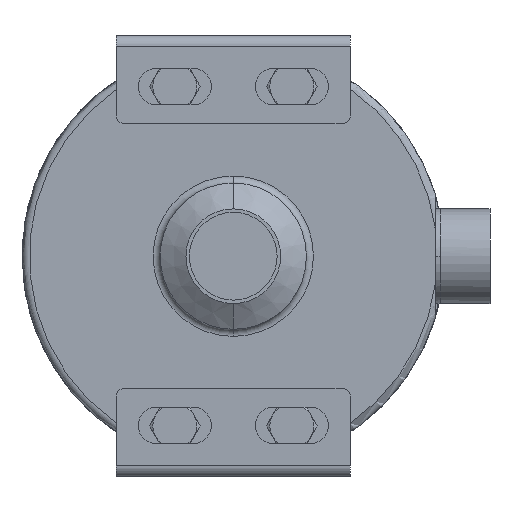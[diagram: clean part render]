
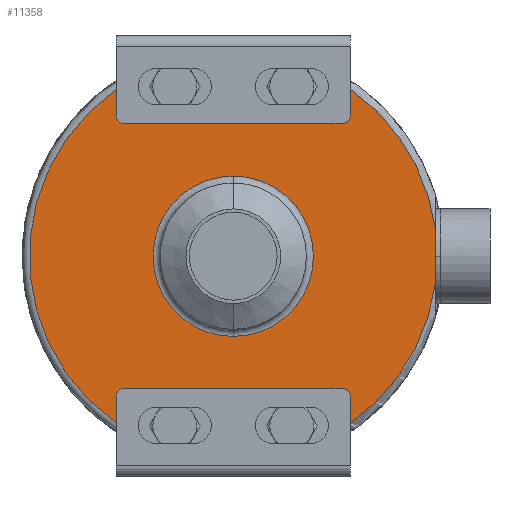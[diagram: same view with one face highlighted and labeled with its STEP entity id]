
A CAD part, front view. The second image highlights one B-rep face of the part: STEP entity #11358.
In plain terms, the highlighted planar face has unit normal (0, -1, 0).
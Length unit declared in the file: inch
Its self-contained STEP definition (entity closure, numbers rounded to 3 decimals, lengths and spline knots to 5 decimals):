
#185 = CARTESIAN_POINT ( 'NONE',  ( 3.7665, -2.22674, 0.4638 ) ) ;
#266 = VERTEX_POINT ( 'NONE', #1222 ) ;
#335 = ORIENTED_EDGE ( 'NONE', *, *, #6751, .T. ) ;
#505 = VECTOR ( 'NONE', #9117, 39.37008 ) ;
#781 = VERTEX_POINT ( 'NONE', #1249 ) ;
#821 = DIRECTION ( 'NONE',  ( 0., 0., -1. ) ) ;
#848 = DIRECTION ( 'NONE',  ( -1., 0., 0. ) ) ;
#862 = EDGE_CURVE ( 'NONE', #8658, #781, #8892, .T. ) ;
#869 = AXIS2_PLACEMENT_3D ( 'NONE', #8362, #11928, #6444 ) ;
#887 = ORIENTED_EDGE ( 'NONE', *, *, #4827, .T. ) ;
#927 = VERTEX_POINT ( 'NONE', #5922 ) ;
#947 = VERTEX_POINT ( 'NONE', #8918 ) ;
#955 = ORIENTED_EDGE ( 'NONE', *, *, #1546, .T. ) ;
#1034 = DIRECTION ( 'NONE',  ( 0., 0., 1. ) ) ;
#1067 = AXIS2_PLACEMENT_3D ( 'NONE', #10762, #1727, #4379 ) ;
#1134 = CIRCLE ( 'NONE', #6947, 1.37 ) ;
#1222 = CARTESIAN_POINT ( 'NONE',  ( -1.6875, -2.22674, -2.39192 ) ) ;
#1249 = CARTESIAN_POINT ( 'NONE',  ( 2.3125, -2.22674, 2.85398 ) ) ;
#1250 = FACE_OUTER_BOUND ( 'NONE', #5287, .T. ) ;
#1356 = DIRECTION ( 'NONE',  ( 1., 0., 0. ) ) ;
#1386 = CIRCLE ( 'NONE', #3899, 0.125 ) ;
#1513 = EDGE_CURVE ( 'NONE', #6881, #8658, #10176, .T. ) ;
#1546 = EDGE_CURVE ( 'NONE', #2531, #6104, #6020, .T. ) ;
#1727 = DIRECTION ( 'NONE',  ( 0., 1., 0. ) ) ;
#1776 = VECTOR ( 'NONE', #1356, 39.37008 ) ;
#1808 = CARTESIAN_POINT ( 'NONE',  ( 2.3125, -2.22674, -2.26692 ) ) ;
#1848 = AXIS2_PLACEMENT_3D ( 'NONE', #2298, #4990, #4192 ) ;
#1902 = ORIENTED_EDGE ( 'NONE', *, *, #3664, .T. ) ;
#1922 = CIRCLE ( 'NONE', #7463, 0.125 ) ;
#1957 = ORIENTED_EDGE ( 'NONE', *, *, #862, .T. ) ;
#2070 = DIRECTION ( 'NONE',  ( 0., 0., -1. ) ) ;
#2131 = CARTESIAN_POINT ( 'NONE',  ( -1.5625, -2.22674, -2.39192 ) ) ;
#2232 = VERTEX_POINT ( 'NONE', #3972 ) ;
#2298 = CARTESIAN_POINT ( 'NONE',  ( -3.1725, -2.22674, 0. ) ) ;
#2497 = VERTEX_POINT ( 'NONE', #7093 ) ;
#2531 = VERTEX_POINT ( 'NONE', #11156 ) ;
#2858 = AXIS2_PLACEMENT_3D ( 'NONE', #2131, #6815, #8586 ) ;
#2928 = AXIS2_PLACEMENT_3D ( 'NONE', #10018, #8209, #821 ) ;
#3078 = AXIS2_PLACEMENT_3D ( 'NONE', #6084, #8681, #6985 ) ;
#3170 = CARTESIAN_POINT ( 'NONE',  ( 2.1875, -2.22674, -2.39192 ) ) ;
#3175 = VERTEX_POINT ( 'NONE', #9568 ) ;
#3195 = DIRECTION ( 'NONE',  ( 0., 0., -1. ) ) ;
#3594 = EDGE_CURVE ( 'NONE', #947, #266, #5884, .T. ) ;
#3664 = EDGE_CURVE ( 'NONE', #927, #11915, #1386, .T. ) ;
#3743 = FACE_BOUND ( 'NONE', #11830, .T. ) ;
#3778 = CARTESIAN_POINT ( 'NONE',  ( 2.1875, -2.22674, 2.3989 ) ) ;
#3844 = CARTESIAN_POINT ( 'NONE',  ( -1.6875, -2.22674, 3.5864 ) ) ;
#3899 = AXIS2_PLACEMENT_3D ( 'NONE', #3778, #6628, #1034 ) ;
#3972 = CARTESIAN_POINT ( 'NONE',  ( -1.6875, -2.22674, 2.85398 ) ) ;
#4036 = DIRECTION ( 'NONE',  ( 0., 1., 0. ) ) ;
#4112 = AXIS2_PLACEMENT_3D ( 'NONE', #8794, #6035, #9678 ) ;
#4138 = DIRECTION ( 'NONE',  ( 0., -1., 0. ) ) ;
#4192 = DIRECTION ( 'NONE',  ( 0., 0., 1. ) ) ;
#4379 = DIRECTION ( 'NONE',  ( 0., 0., 1. ) ) ;
#4473 = VECTOR ( 'NONE', #848, 39.37008 ) ;
#4487 = VERTEX_POINT ( 'NONE', #7306 ) ;
#4770 = LINE ( 'NONE', #10772, #9220 ) ;
#4782 = ORIENTED_EDGE ( 'NONE', *, *, #6828, .F. ) ;
#4827 = EDGE_CURVE ( 'NONE', #2232, #947, #4865, .T. ) ;
#4865 = CIRCLE ( 'NONE', #869, 3.485 ) ;
#4990 = DIRECTION ( 'NONE',  ( 0., 1., 0. ) ) ;
#5004 = ORIENTED_EDGE ( 'NONE', *, *, #8733, .F. ) ;
#5254 = VECTOR ( 'NONE', #8635, 39.37008 ) ;
#5287 = EDGE_LOOP ( 'NONE', ( #1957, #335, #1902, #4782, #955, #10475, #887, #8864, #7971, #6542, #5923, #7462, #7044, #8818 ) ) ;
#5644 = CIRCLE ( 'NONE', #2858, 0.125 ) ;
#5884 = LINE ( 'NONE', #11013, #6446 ) ;
#5891 = EDGE_CURVE ( 'NONE', #10116, #4487, #1922, .T. ) ;
#5922 = CARTESIAN_POINT ( 'NONE',  ( 2.3125, -2.22674, 2.3989 ) ) ;
#5923 = ORIENTED_EDGE ( 'NONE', *, *, #5891, .T. ) ;
#6020 = CIRCLE ( 'NONE', #1067, 0.125 ) ;
#6035 = DIRECTION ( 'NONE',  ( 0., -1., 0. ) ) ;
#6055 = EDGE_CURVE ( 'NONE', #2232, #6104, #6829, .T. ) ;
#6084 = CARTESIAN_POINT ( 'NONE',  ( 0.3125, -2.22674, 0. ) ) ;
#6104 = VERTEX_POINT ( 'NONE', #9457 ) ;
#6236 = CARTESIAN_POINT ( 'NONE',  ( 3.7665, -2.22674, -0.4638 ) ) ;
#6444 = DIRECTION ( 'NONE',  ( 0., 0., -1. ) ) ;
#6446 = VECTOR ( 'NONE', #11920, 39.37008 ) ;
#6542 = ORIENTED_EDGE ( 'NONE', *, *, #11560, .F. ) ;
#6600 = VERTEX_POINT ( 'NONE', #8279 ) ;
#6628 = DIRECTION ( 'NONE',  ( 0., 1., 0. ) ) ;
#6751 = EDGE_CURVE ( 'NONE', #781, #927, #11574, .T. ) ;
#6815 = DIRECTION ( 'NONE',  ( 0., 1., 0. ) ) ;
#6828 = EDGE_CURVE ( 'NONE', #2531, #11915, #8140, .T. ) ;
#6829 = LINE ( 'NONE', #3844, #8854 ) ;
#6881 = VERTEX_POINT ( 'NONE', #6236 ) ;
#6891 = CARTESIAN_POINT ( 'NONE',  ( 0.3125, -2.22674, 0. ) ) ;
#6897 = CARTESIAN_POINT ( 'NONE',  ( -1.6875, -2.22674, 2.2739 ) ) ;
#6903 = PLANE ( 'NONE',  #1848 ) ;
#6947 = AXIS2_PLACEMENT_3D ( 'NONE', #6891, #4138, #3195 ) ;
#6985 = DIRECTION ( 'NONE',  ( 0., 0., -1. ) ) ;
#7044 = ORIENTED_EDGE ( 'NONE', *, *, #7697, .T. ) ;
#7093 = CARTESIAN_POINT ( 'NONE',  ( 0.3125, -2.22674, -1.37 ) ) ;
#7117 = VERTEX_POINT ( 'NONE', #7258 ) ;
#7245 = CIRCLE ( 'NONE', #4112, 1.37 ) ;
#7258 = CARTESIAN_POINT ( 'NONE',  ( 2.3125, -2.22674, -2.85398 ) ) ;
#7306 = CARTESIAN_POINT ( 'NONE',  ( 2.3125, -2.22674, -2.39192 ) ) ;
#7462 = ORIENTED_EDGE ( 'NONE', *, *, #11495, .F. ) ;
#7463 = AXIS2_PLACEMENT_3D ( 'NONE', #3170, #4036, #2070 ) ;
#7498 = LINE ( 'NONE', #1808, #4473 ) ;
#7503 = CARTESIAN_POINT ( 'NONE',  ( 2.1875, -2.22674, -2.26692 ) ) ;
#7540 = ORIENTED_EDGE ( 'NONE', *, *, #8183, .F. ) ;
#7697 = EDGE_CURVE ( 'NONE', #7117, #6881, #11703, .T. ) ;
#7913 = DIRECTION ( 'NONE',  ( 0., 0., 1. ) ) ;
#7971 = ORIENTED_EDGE ( 'NONE', *, *, #8668, .T. ) ;
#8140 = LINE ( 'NONE', #6897, #1776 ) ;
#8183 = EDGE_CURVE ( 'NONE', #3175, #2497, #7245, .T. ) ;
#8209 = DIRECTION ( 'NONE',  ( 0., -1., 0. ) ) ;
#8279 = CARTESIAN_POINT ( 'NONE',  ( -1.5625, -2.22674, -2.26692 ) ) ;
#8362 = CARTESIAN_POINT ( 'NONE',  ( 0.3125, -2.22674, 0. ) ) ;
#8586 = DIRECTION ( 'NONE',  ( 0., 0., -1. ) ) ;
#8635 = DIRECTION ( 'NONE',  ( 0., 0., -1. ) ) ;
#8658 = VERTEX_POINT ( 'NONE', #185 ) ;
#8668 = EDGE_CURVE ( 'NONE', #266, #6600, #5644, .T. ) ;
#8681 = DIRECTION ( 'NONE',  ( 0., -1., 0. ) ) ;
#8733 = EDGE_CURVE ( 'NONE', #2497, #3175, #1134, .T. ) ;
#8794 = CARTESIAN_POINT ( 'NONE',  ( 0.3125, -2.22674, 0. ) ) ;
#8818 = ORIENTED_EDGE ( 'NONE', *, *, #1513, .T. ) ;
#8854 = VECTOR ( 'NONE', #10267, 39.37008 ) ;
#8864 = ORIENTED_EDGE ( 'NONE', *, *, #3594, .T. ) ;
#8892 = CIRCLE ( 'NONE', #3078, 3.485 ) ;
#8918 = CARTESIAN_POINT ( 'NONE',  ( -1.6875, -2.22674, -2.85398 ) ) ;
#9117 = DIRECTION ( 'NONE',  ( 0., 0., 1. ) ) ;
#9220 = VECTOR ( 'NONE', #7913, 39.37008 ) ;
#9457 = CARTESIAN_POINT ( 'NONE',  ( -1.6875, -2.22674, 2.3989 ) ) ;
#9568 = CARTESIAN_POINT ( 'NONE',  ( 0.3125, -2.22674, 1.37 ) ) ;
#9627 = CARTESIAN_POINT ( 'NONE',  ( 2.1875, -2.22674, 2.2739 ) ) ;
#9678 = DIRECTION ( 'NONE',  ( 0., 0., -1. ) ) ;
#10018 = CARTESIAN_POINT ( 'NONE',  ( 0.3125, -2.22674, 0. ) ) ;
#10116 = VERTEX_POINT ( 'NONE', #7503 ) ;
#10176 = LINE ( 'NONE', #10927, #505 ) ;
#10267 = DIRECTION ( 'NONE',  ( 0., 0., -1. ) ) ;
#10475 = ORIENTED_EDGE ( 'NONE', *, *, #6055, .F. ) ;
#10762 = CARTESIAN_POINT ( 'NONE',  ( -1.5625, -2.22674, 2.3989 ) ) ;
#10772 = CARTESIAN_POINT ( 'NONE',  ( 2.3125, -2.22674, -3.57942 ) ) ;
#10927 = CARTESIAN_POINT ( 'NONE',  ( 3.7665, -2.22674, 0. ) ) ;
#11013 = CARTESIAN_POINT ( 'NONE',  ( -1.6875, -2.22674, -3.57942 ) ) ;
#11156 = CARTESIAN_POINT ( 'NONE',  ( -1.5625, -2.22674, 2.2739 ) ) ;
#11358 = ADVANCED_FACE ( 'NONE', ( #3743, #1250 ), #6903, .F. ) ;
#11495 = EDGE_CURVE ( 'NONE', #7117, #4487, #4770, .T. ) ;
#11560 = EDGE_CURVE ( 'NONE', #10116, #6600, #7498, .T. ) ;
#11565 = CARTESIAN_POINT ( 'NONE',  ( 2.3125, -2.22674, 3.5864 ) ) ;
#11574 = LINE ( 'NONE', #11565, #5254 ) ;
#11703 = CIRCLE ( 'NONE', #2928, 3.485 ) ;
#11830 = EDGE_LOOP ( 'NONE', ( #5004, #7540 ) ) ;
#11915 = VERTEX_POINT ( 'NONE', #9627 ) ;
#11920 = DIRECTION ( 'NONE',  ( 0., 0., 1. ) ) ;
#11928 = DIRECTION ( 'NONE',  ( 0., -1., 0. ) ) ;
